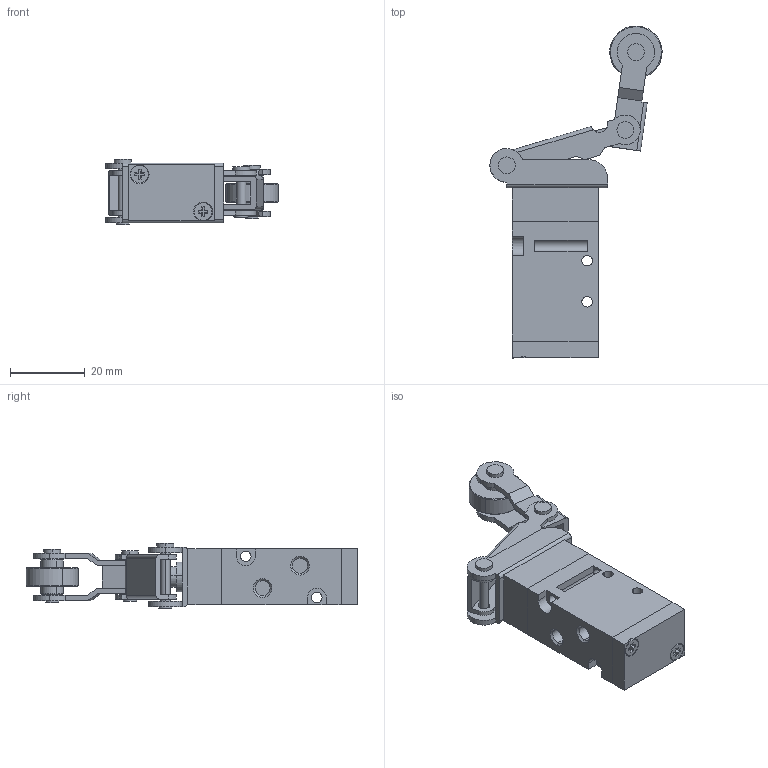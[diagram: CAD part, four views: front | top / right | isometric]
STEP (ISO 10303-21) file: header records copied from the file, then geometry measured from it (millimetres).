
FILE_DESCRIPTION (( 'STEP AP203' ), '1' );
FILE_NAME ('RLV110-2RB.STEP', '2020-04-06T05:22:57', ( 'user' ), ( '' ), 'SwSTEP 2.0', 'SolidWorks 2008', '' );
FILE_SCHEMA (( 'CONFIG_CONTROL_DESIGN' ));
Length unit declared in the file: millimetre
Products named in the file (13): RLV110-2RB; PMVE110 BODYCOVER_晦獄 撲薑; PMVE110 SEMI PILOT_晦獄 撲薑; SF1000 BODY_ル遽; RLV110,210 PU_ル遽; RLV100 Lower Lever_ル遽; RLV100 2RB(14mm)_ル遽; RLV100 1-Upper Lever_ル遽; RLV RB(14mm)_ル遽; 葬漯(11.9L)_晦獄 撲薑; RLV 2-Upper Lever_晦獄 撲薑; 葬漯(14.8L)_晦獄 撲薑; 葬漯(12.6L)_晦獄 撲薑
Assembly tree (12 placements, depth 3):
  RLV110-2RB
    PMVE110 BODYCOVER_晦獄 撲薑
    RLV100 2RB(14mm)_ル遽
      RLV100 Lower Lever_ル遽
      RLV100 1-Upper Lever_ル遽
      葬漯(14.8L)_晦獄 撲薑
      葬漯(11.9L)_晦獄 撲薑
      RLV RB(14mm)_ル遽
      RLV 2-Upper Lever_晦獄 撲薑
      葬漯(12.6L)_晦獄 撲薑
    PMVE110 SEMI PILOT_晦獄 撲薑
    RLV110,210 PU_ル遽
    SF1000 BODY_ル遽
Bounding box: 46.05 x 88.78 x 17.5 mm (x, y, z)
Volume: 18346.7 mm3; surface area: 14083.6 mm2
Topology: 11 solids, 11 shells, 350 faces, 864 edges, 559 vertices
Faces by surface type: plane 170, cylinder 146, cone 32, torus 2
Entity records: 11875 total; most frequent: DIRECTION 1902, CARTESIAN_POINT 1823, ORIENTED_EDGE 1724, EDGE_CURVE 862, AXIS2_PLACEMENT_3D 682, VERTEX_POINT 559, VECTOR 538, LINE 538
